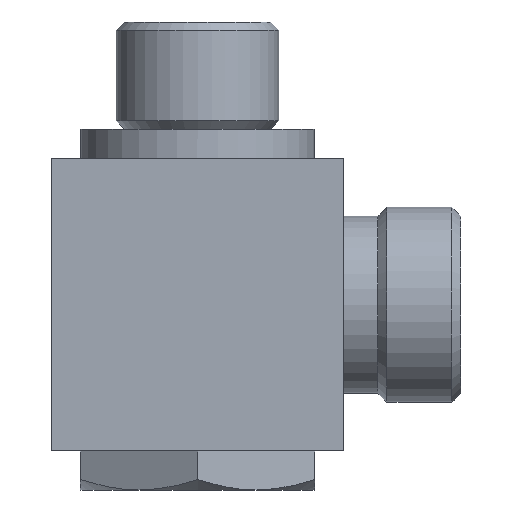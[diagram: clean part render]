
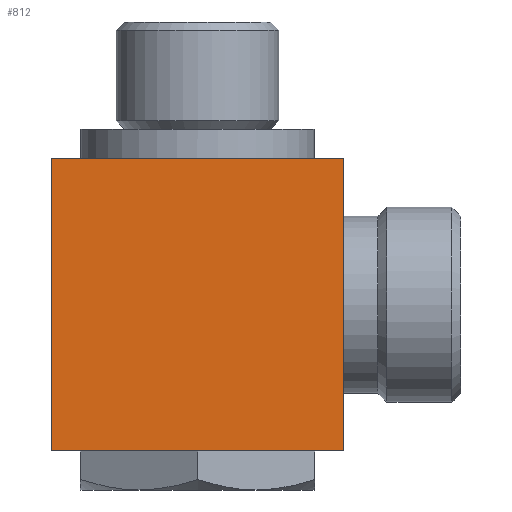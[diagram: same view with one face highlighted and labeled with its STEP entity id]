
A CAD part, front view. The second image highlights one B-rep face of the part: STEP entity #812.
In plain terms, the highlighted planar face has unit normal (0, -1, 0).
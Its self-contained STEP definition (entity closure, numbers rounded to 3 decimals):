
#34=LINE('',#1120,#58);
#37=LINE('',#1126,#61);
#38=LINE('',#1128,#62);
#39=LINE('',#1130,#63);
#58=VECTOR('',#967,1000.);
#61=VECTOR('',#972,1000.);
#62=VECTOR('',#973,1000.);
#63=VECTOR('',#974,1000.);
#98=PLANE('',#870);
#140=ORIENTED_EDGE('',*,*,#260,.T.);
#141=ORIENTED_EDGE('',*,*,#261,.F.);
#142=ORIENTED_EDGE('',*,*,#262,.F.);
#143=ORIENTED_EDGE('',*,*,#257,.T.);
#257=EDGE_CURVE('',#323,#322,#34,.T.);
#260=EDGE_CURVE('',#322,#325,#37,.T.);
#261=EDGE_CURVE('',#326,#325,#38,.T.);
#262=EDGE_CURVE('',#323,#326,#39,.T.);
#322=VERTEX_POINT('',#1119);
#323=VERTEX_POINT('',#1121);
#325=VERTEX_POINT('',#1127);
#326=VERTEX_POINT('',#1129);
#407=EDGE_LOOP('',(#140,#141,#142,#143));
#470=FACE_BOUND('',#407,.T.);
#812=ADVANCED_FACE('',(#470),#98,.F.);
#870=AXIS2_PLACEMENT_3D('',#1125,#970,#971);
#967=DIRECTION('',(0.,0.,-1.));
#970=DIRECTION('',(0.,1.,0.));
#971=DIRECTION('',(0.,0.,1.));
#972=DIRECTION('',(1.,0.,0.));
#973=DIRECTION('',(0.,0.,-1.));
#974=DIRECTION('',(1.,0.,0.));
#1119=CARTESIAN_POINT('',(-15.,-15.,-33.));
#1120=CARTESIAN_POINT('',(-15.,-15.,-3.));
#1121=CARTESIAN_POINT('',(-15.,-15.,-3.));
#1125=CARTESIAN_POINT('',(-15.,-15.,-3.));
#1126=CARTESIAN_POINT('',(-15.,-15.,-33.));
#1127=CARTESIAN_POINT('',(15.,-15.,-33.));
#1128=CARTESIAN_POINT('',(15.,-15.,-3.));
#1129=CARTESIAN_POINT('',(15.,-15.,-3.));
#1130=CARTESIAN_POINT('',(-15.,-15.,-3.));
